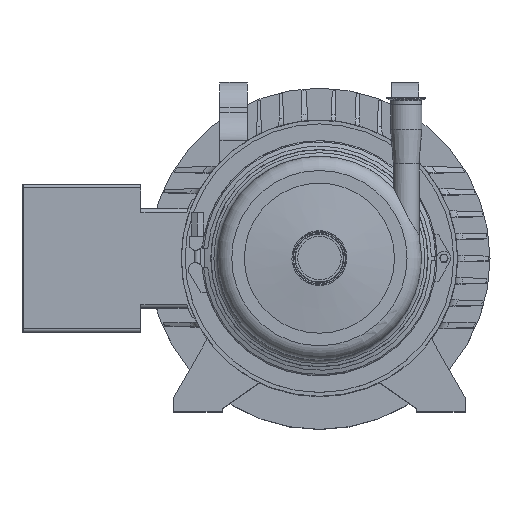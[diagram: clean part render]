
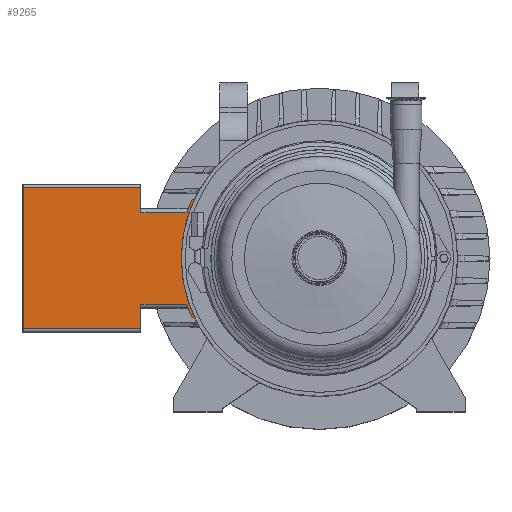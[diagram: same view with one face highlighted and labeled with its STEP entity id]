
A CAD part, top view. The second image highlights one B-rep face of the part: STEP entity #9265.
In plain terms, the highlighted planar face has unit normal (0, 0, 1).
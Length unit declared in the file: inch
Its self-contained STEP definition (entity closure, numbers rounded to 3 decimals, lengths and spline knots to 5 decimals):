
#901=LINE('',#16667,#1585);
#902=LINE('',#16669,#1586);
#903=LINE('',#16673,#1587);
#904=LINE('',#16675,#1588);
#905=LINE('',#16677,#1589);
#906=LINE('',#16679,#1590);
#907=LINE('',#16681,#1591);
#908=LINE('',#16683,#1592);
#909=LINE('',#16684,#1593);
#1585=VECTOR('',#11939,0.3937);
#1586=VECTOR('',#11940,0.3937);
#1587=VECTOR('',#11943,0.3937);
#1588=VECTOR('',#11944,0.3937);
#1589=VECTOR('',#11945,0.3937);
#1590=VECTOR('',#11946,0.3937);
#1591=VECTOR('',#11947,0.3937);
#1592=VECTOR('',#11948,0.3937);
#1593=VECTOR('',#11949,0.3937);
#1959=PLANE('',#10037);
#2341=FACE_OUTER_BOUND('',#2876,.T.);
#2876=EDGE_LOOP('',(#7581,#7582,#7583,#7584,#7585,#7586,#7587,#7588,#7589,
#7590,#7591,#7592,#7593));
#3327=CIRCLE('',#9973,9.);
#3330=CIRCLE('',#9976,9.);
#3387=CIRCLE('',#10038,9.15);
#3388=CIRCLE('',#10039,9.15);
#4245=VERTEX_POINT('',#16373);
#4246=VERTEX_POINT('',#16375);
#4250=VERTEX_POINT('',#16384);
#4313=VERTEX_POINT('',#16664);
#4314=VERTEX_POINT('',#16665);
#4315=VERTEX_POINT('',#16668);
#4316=VERTEX_POINT('',#16670);
#4317=VERTEX_POINT('',#16672);
#4318=VERTEX_POINT('',#16674);
#4319=VERTEX_POINT('',#16676);
#4320=VERTEX_POINT('',#16678);
#4321=VERTEX_POINT('',#16680);
#4322=VERTEX_POINT('',#16682);
#5399=EDGE_CURVE('',#4245,#4246,#3327,.T.);
#5405=EDGE_CURVE('',#4250,#4245,#3330,.T.);
#5506=EDGE_CURVE('',#4313,#4314,#3387,.T.);
#5507=EDGE_CURVE('',#4314,#4246,#901,.T.);
#5508=EDGE_CURVE('',#4250,#4315,#902,.T.);
#5509=EDGE_CURVE('',#4315,#4316,#3388,.T.);
#5510=EDGE_CURVE('',#4317,#4316,#903,.T.);
#5511=EDGE_CURVE('',#4317,#4318,#904,.T.);
#5512=EDGE_CURVE('',#4319,#4318,#905,.T.);
#5513=EDGE_CURVE('',#4320,#4319,#906,.T.);
#5514=EDGE_CURVE('',#4321,#4320,#907,.T.);
#5515=EDGE_CURVE('',#4321,#4322,#908,.T.);
#5516=EDGE_CURVE('',#4313,#4322,#909,.T.);
#7581=ORIENTED_EDGE('',*,*,#5506,.T.);
#7582=ORIENTED_EDGE('',*,*,#5507,.T.);
#7583=ORIENTED_EDGE('',*,*,#5399,.F.);
#7584=ORIENTED_EDGE('',*,*,#5405,.F.);
#7585=ORIENTED_EDGE('',*,*,#5508,.T.);
#7586=ORIENTED_EDGE('',*,*,#5509,.T.);
#7587=ORIENTED_EDGE('',*,*,#5510,.F.);
#7588=ORIENTED_EDGE('',*,*,#5511,.T.);
#7589=ORIENTED_EDGE('',*,*,#5512,.F.);
#7590=ORIENTED_EDGE('',*,*,#5513,.F.);
#7591=ORIENTED_EDGE('',*,*,#5514,.F.);
#7592=ORIENTED_EDGE('',*,*,#5515,.T.);
#7593=ORIENTED_EDGE('',*,*,#5516,.F.);
#9265=ADVANCED_FACE('',(#2341),#1959,.T.);
#9973=AXIS2_PLACEMENT_3D('',#16376,#11776,#11777);
#9976=AXIS2_PLACEMENT_3D('',#16386,#11785,#11786);
#10037=AXIS2_PLACEMENT_3D('',#16663,#11935,#11936);
#10038=AXIS2_PLACEMENT_3D('',#16666,#11937,#11938);
#10039=AXIS2_PLACEMENT_3D('',#16671,#11941,#11942);
#11776=DIRECTION('center_axis',(0.,0.,
1.));
#11777=DIRECTION('ref_axis',(1.,0.,0.));
#11785=DIRECTION('center_axis',(0.,0.,
1.));
#11786=DIRECTION('ref_axis',(1.,0.,0.));
#11935=DIRECTION('center_axis',(0.,0.,
1.));
#11936=DIRECTION('ref_axis',(0.,-1.,0.));
#11937=DIRECTION('center_axis',(0.,0.,
1.));
#11938=DIRECTION('ref_axis',(0.936,0.353,0.));
#11939=DIRECTION('',(0.906,0.423,0.));
#11940=DIRECTION('',(-0.906,0.423,0.));
#11941=DIRECTION('center_axis',(0.,0.,
1.));
#11942=DIRECTION('ref_axis',(0.906,-0.423,0.));
#11943=DIRECTION('',(1.,0.,0.));
#11944=DIRECTION('',(0.,1.,0.));
#11945=DIRECTION('',(1.,0.,0.));
#11946=DIRECTION('',(0.,1.,0.));
#11947=DIRECTION('',(-1.,0.,0.));
#11948=DIRECTION('',(0.,1.,0.));
#11949=DIRECTION('',(-1.,0.,0.));
#16373=CARTESIAN_POINT('',(-9.,0.01491,-16.00575));
#16375=CARTESIAN_POINT('',(-8.15677,-3.78866,-16.00575));
#16376=CARTESIAN_POINT('Origin',(0.,0.01491,
-16.00575));
#16384=CARTESIAN_POINT('',(-8.15677,3.81847,-16.00575));
#16386=CARTESIAN_POINT('Origin',(0.,0.01491,
-16.00575));
#16663=CARTESIAN_POINT('Origin',(-14.12458,0.01491,-16.00575));
#16664=CARTESIAN_POINT('',(-8.65113,-2.96509,-16.00575));
#16665=CARTESIAN_POINT('',(-8.29272,-3.85205,-16.00575));
#16666=CARTESIAN_POINT('Origin',(0.,0.01491,
-16.00575));
#16667=CARTESIAN_POINT('',(-8.15677,-3.78866,-16.00575));
#16668=CARTESIAN_POINT('',(-8.29272,3.88187,-16.00575));
#16669=CARTESIAN_POINT('',(-8.29272,3.88187,-16.00575));
#16670=CARTESIAN_POINT('',(-8.65113,2.99491,-16.00575));
#16671=CARTESIAN_POINT('Origin',(0.,0.01491,
-16.00575));
#16672=CARTESIAN_POINT('',(-11.628,2.99491,-16.00575));
#16673=CARTESIAN_POINT('',(-11.34276,2.99491,-16.00575));
#16674=CARTESIAN_POINT('',(-11.628,4.60991,-16.00575));
#16675=CARTESIAN_POINT('',(-11.628,4.85991,-16.00575));
#16676=CARTESIAN_POINT('',(-19.255,4.60991,-16.00575));
#16677=CARTESIAN_POINT('',(-12.87629,4.60991,-16.00575));
#16678=CARTESIAN_POINT('',(-19.255,-4.58009,-16.00575));
#16679=CARTESIAN_POINT('',(-19.255,2.43741,-16.00575));
#16680=CARTESIAN_POINT('',(-11.628,-4.58009,-16.00575));
#16681=CARTESIAN_POINT('',(-16.75229,-4.58009,-16.00575));
#16682=CARTESIAN_POINT('',(-11.628,-2.96509,-16.00575));
#16683=CARTESIAN_POINT('',(-11.628,-3.21509,-16.00575));
#16684=CARTESIAN_POINT('',(-12.87629,-2.96509,-16.00575));
